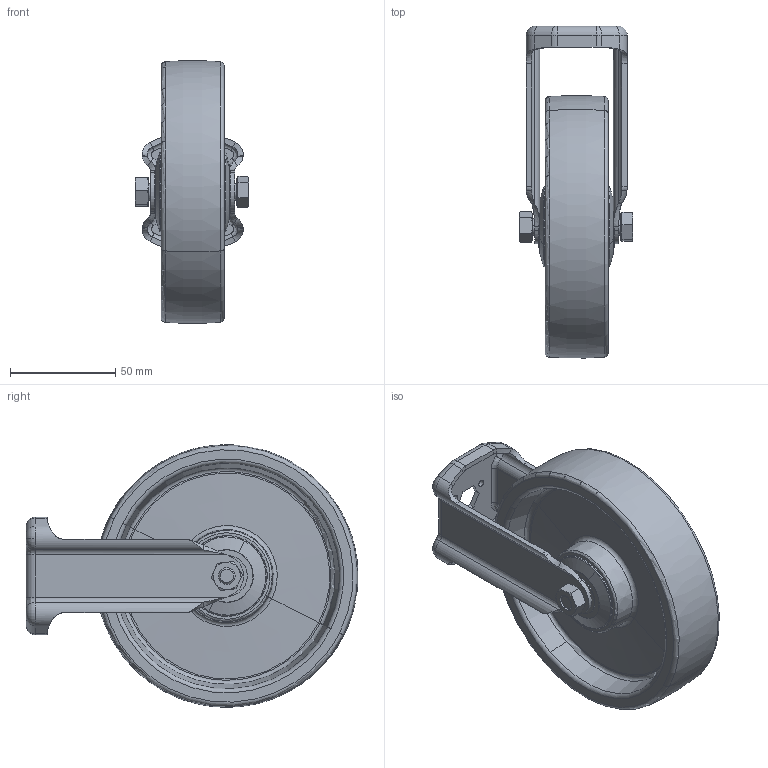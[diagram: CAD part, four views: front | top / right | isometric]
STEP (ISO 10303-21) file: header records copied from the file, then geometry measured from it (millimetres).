
FILE_DESCRIPTION (( 'STEP AP214' ), '1' );
FILE_NAME ('Accessories for aluminium profiles098F125AN.step', '2016-10-19T19:32:24', ( '' ), ( '' ), 'SwSTEP 2.0', 'SolidWorks 2016', '' );
FILE_SCHEMA (( 'AUTOMOTIVE_DESIGN' ));
Length unit declared in the file: millimetre
Products named in the file (5): POA_125_8K_105452-214_selction no pls; 098FR.u.Tab_098F125; 4DIN934M08M; 4DIN931M08048MS01; Accessories for aluminium profiles098F125AN
Assembly tree (4 placements, depth 2):
  Accessories for aluminium profiles098F125AN
    4DIN931M08048MS01
    4DIN934M08M
    098FR.u.Tab_098F125
    POA_125_8K_105452-214_selction no pls
Bounding box: 54.2 x 157.9 x 124.9 mm (x, y, z)
Volume: 212142.2 mm3; surface area: 70225.8 mm2
Topology: 4 solids, 4 shells, 891 faces, 2351 edges, 1525 vertices
Faces by surface type: plane 412, bspline 253, cylinder 94, cone 88, torus 44
Entity records: 50732 total; most frequent: CARTESIAN_POINT 25571, ORIENTED_EDGE 4702, DIRECTION 3216, EDGE_CURVE 2351, VERTEX_POINT 1525, VECTOR 1192, LINE 1192, AXIS2_PLACEMENT_3D 1012
